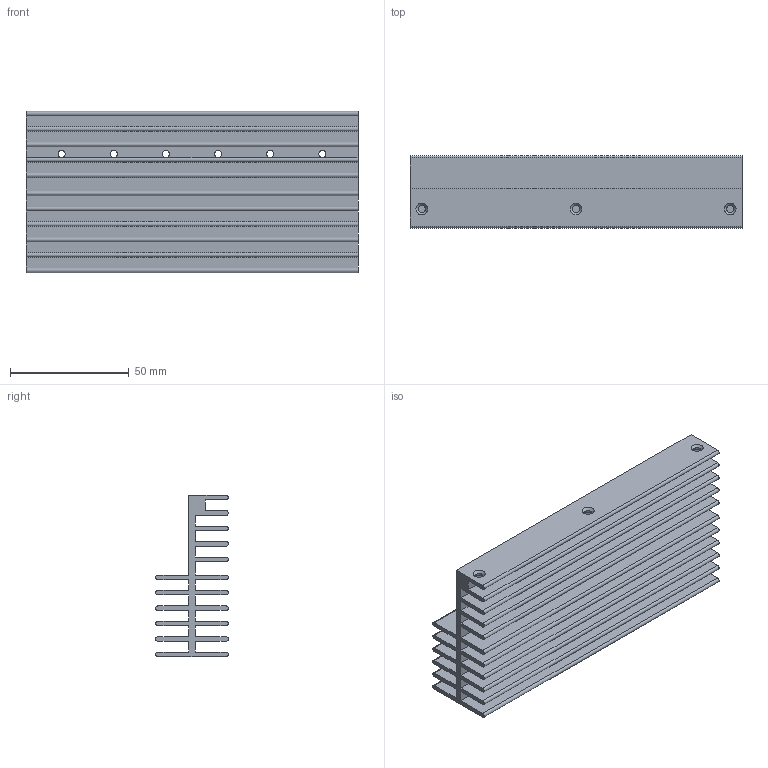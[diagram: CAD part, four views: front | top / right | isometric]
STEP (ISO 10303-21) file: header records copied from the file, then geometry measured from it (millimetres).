
FILE_DESCRIPTION (( 'STEP AP214' ), '1' );
FILE_NAME ('TO-247 x6 heat sink.STEP', '2024-05-28T11:04:00', ( '' ), ( '' ), 'SwSTEP 2.0', 'SolidWorks 2024', '' );
FILE_SCHEMA (( 'AUTOMOTIVE_DESIGN' ));
Length unit declared in the file: millimetre
Products named in the file (1): TO-247 x6 heat sink
Bounding box: 140 x 30.7 x 68 mm (x, y, z)
Volume: 91313.3 mm3; surface area: 84467.2 mm2
Topology: 1 solids, 1 shells, 86 faces, 255 edges, 165 vertices
Faces by surface type: plane 51, cylinder 26, cone 9
Full cylindrical faces by diameter (mm): 3 x9
Entity records: 3721 total; most frequent: CARTESIAN_POINT 477, DIRECTION 466, ORIENTED_EDGE 462, EDGE_CURVE 231, VECTOR 170, LINE 170, VERTEX_POINT 159, AXIS2_PLACEMENT_3D 148
